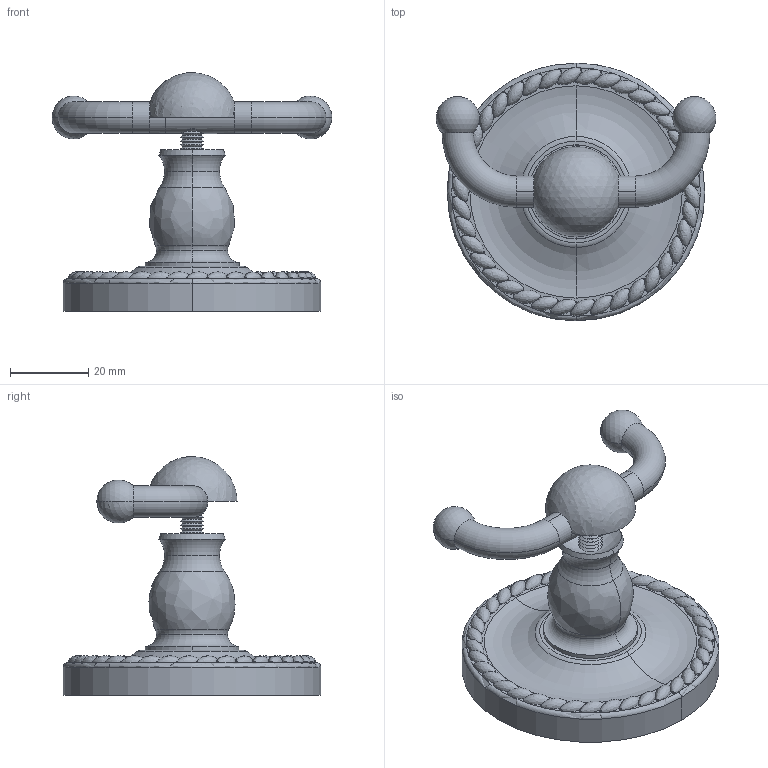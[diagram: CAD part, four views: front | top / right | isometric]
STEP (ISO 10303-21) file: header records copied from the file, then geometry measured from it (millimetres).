
FILE_DESCRIPTION((''),'2;1');
FILE_NAME('1511_ASM','2011-01-07T',('project'),(''),'PRO/ENGINEER BY PARAMETRIC TECHNOLOGY CORPORATION, 2009300','PRO/ENGINEER BY PARAMETRIC TECHNOLOGY CORPORATION, 2009300','');
FILE_SCHEMA(('CONFIG_CONTROL_DESIGN'));
Length unit declared in the file: inch
Products named in the file (3): 1111; 1500C; 1511_ASM
Assembly tree (2 placements, depth 2):
  1511_ASM
    1111
    1500C
Bounding box: 71.45 x 65.79 x 60.9 mm (x, y, z)
Volume: 19877.4 mm3; surface area: 19091.1 mm2
Topology: 3 solids, 5 shells, 262 faces, 789 edges, 455 vertices
Faces by surface type: cone 80, bspline 78, sphere 45, torus 24, cylinder 20, plane 15
Entity records: 11431 total; most frequent: CARTESIAN_POINT 4842, DIRECTION 1462, ORIENTED_EDGE 1398, EDGE_CURVE 705, AXIS2_PLACEMENT_3D 681, CIRCLE 491, VERTEX_POINT 455, EDGE_LOOP 272
